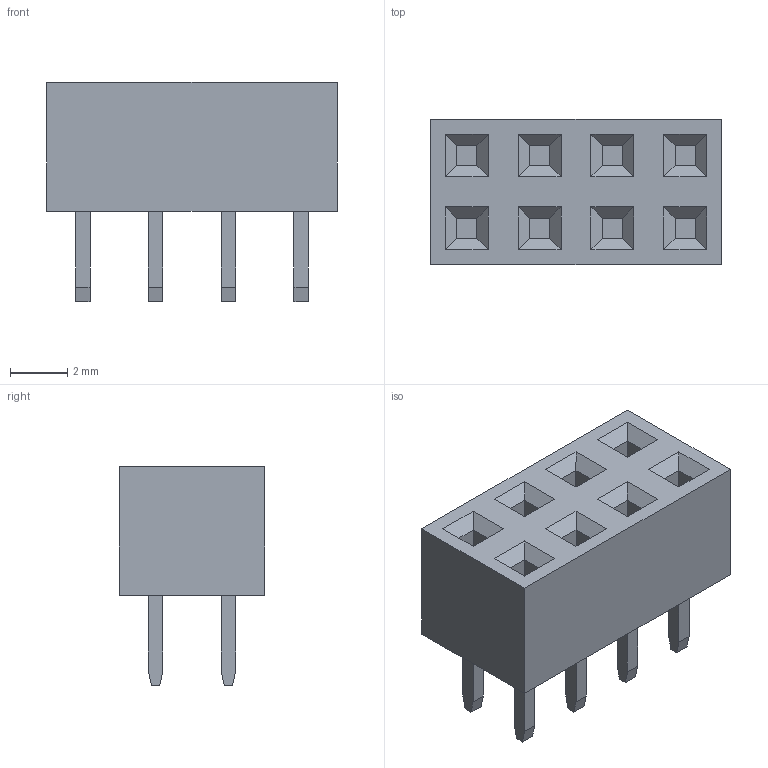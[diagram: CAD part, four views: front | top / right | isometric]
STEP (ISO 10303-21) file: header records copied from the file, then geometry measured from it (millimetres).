
FILE_DESCRIPTION(('FreeCAD Model'),'2;1');
FILE_NAME( 'User Library-2x4 female header 2.54mm pitch.step', '2017-05-09T13:57:20',('kicad StepUp'),('ksu MCAD'), 'Open CASCADE STEP processor 6.8','FreeCAD','Unknown');
FILE_SCHEMA(('AUTOMOTIVE_DESIGN_CC2 { 1 2 10303 214 -1 1 5 4 }'));
Length unit declared in the file: millimetre
Products named in the file (2): ASSEMBLY; User_Library-2x4_female_header_2.54mm_pitch
Assembly tree (1 placements, depth 2):
  ASSEMBLY
    User_Library-2x4_female_header_2.54mm_pitch
Bounding box: 10.16 x 5.08 x 7.65 mm (x, y, z)
Volume: 219.4 mm3; surface area: 380.1 mm2
Topology: 1 solids, 1 shells, 134 faces, 316 edges, 200 vertices
Faces by surface type: plane 134
Entity records: 4693 total; most frequent: CARTESIAN_POINT 652, ORIENTED_EDGE 632, DIRECTION 588, EDGE_CURVE 316, LINE 316, VECTOR 316, VERTEX_POINT 200, FACE_BOUND 150
